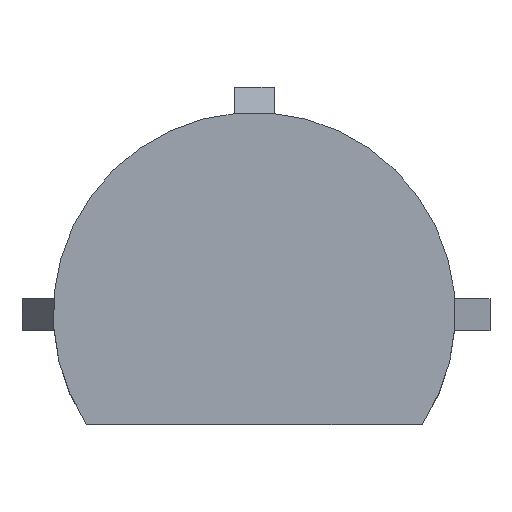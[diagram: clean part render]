
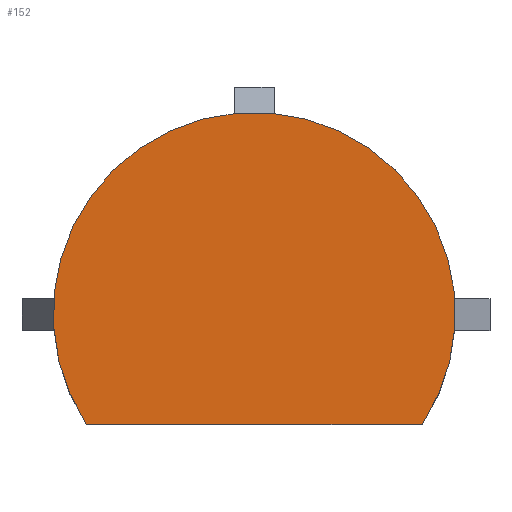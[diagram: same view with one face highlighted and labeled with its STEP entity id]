
A CAD part, top view. The second image highlights one B-rep face of the part: STEP entity #152.
In plain terms, the highlighted planar face has unit normal (0, 0, 1).
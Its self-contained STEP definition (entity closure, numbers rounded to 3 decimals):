
#13=DIRECTION('',(0.,0.,1.));
#24=VERTEX_POINT('',#25);
#25=CARTESIAN_POINT('',(0.524,-1.33,7.3));
#28=ORIENTED_EDGE('',*,*,#29,.T.);
#29=EDGE_CURVE('',#24,#30,#32,.T.);
#30=VERTEX_POINT('',#31);
#31=CARTESIAN_POINT('',(4.556,-1.33,7.3));
#32=LINE('',#25,#33);
#33=VECTOR('',#34,1.);
#34=DIRECTION('',(1.,0.,0.));
#50=ORIENTED_EDGE('',*,*,#51,.T.);
#51=EDGE_CURVE('',#30,#24,#52,.T.);
#52=CIRCLE('',#53,2.415);
#53=AXIS2_PLACEMENT_3D('',#54,#13,#34);
#54=CARTESIAN_POINT('',(2.54,0.,7.3));
#150=DIRECTION('',(0.,0.,-1.));
#151=DIRECTION('',(-1.,0.,0.));
#152=ADVANCED_FACE('',(#153),#155,.F.);
#153=FACE_BOUND('',#154,.T.);
#154=EDGE_LOOP('',(#28,#50));
#155=PLANE('',#156);
#156=AXIS2_PLACEMENT_3D('',#25,#150,#151);
